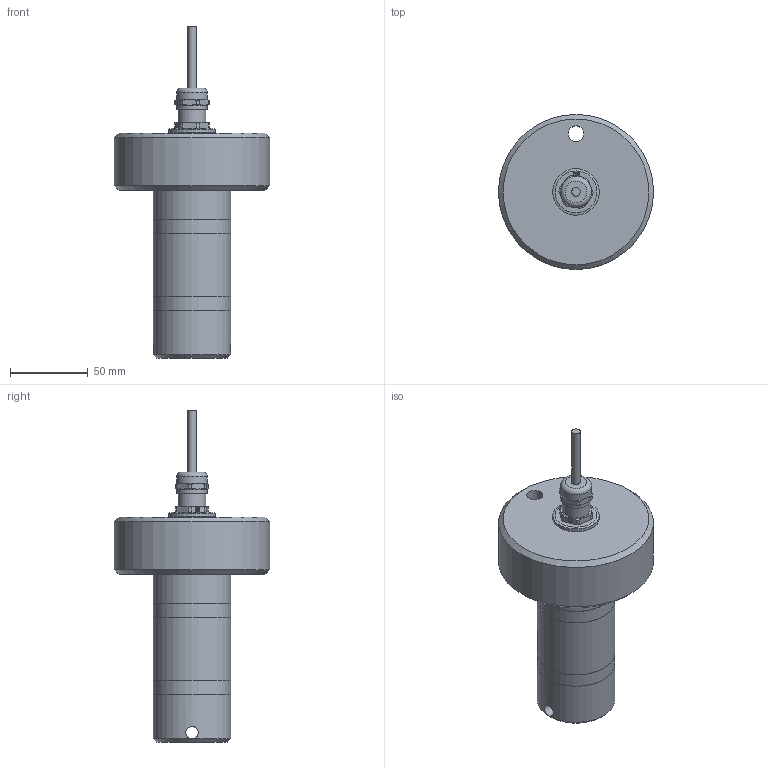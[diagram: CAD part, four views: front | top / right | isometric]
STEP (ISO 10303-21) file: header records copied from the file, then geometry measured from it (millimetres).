
FILE_DESCRIPTION (( 'STEP AP203' ), '1' );
FILE_NAME ('a_KMB50-100k...250k-T.STEP', '2024-10-28T15:57:11', ( '' ), ( '' ), 'SwSTEP 2.0', 'SolidWorks 2023', '' );
FILE_SCHEMA (( 'CONFIG_CONTROL_DESIGN' ));
Length unit declared in the file: millimetre
Products named in the file (5): X02046Z1 SKINTOP MS-M 16x1,5      Art_ Nr_ 53112010(F=4_5); Kabel; a_KMB50-100k...250k-T; X02045Z1 SKINDICHT MR-M 25x1,5 _ 16x1,5      Art_ Nr_ 52104313; a_KMB50-100k...150k-T_Angebot
Assembly tree (4 placements, depth 2):
  a_KMB50-100k...250k-T
    a_KMB50-100k...150k-T_Angebot
    Kabel
    X02045Z1 SKINDICHT MR-M 25x1,5 _ 16x1,5      Art_ Nr_ 52104313
    X02046Z1 SKINTOP MS-M 16x1,5      Art_ Nr_ 53112010(F=4_5)
Bounding box: 100 x 100 x 214 mm (x, y, z)
Volume: 500721.1 mm3; surface area: 52592 mm2
Topology: 4 solids, 6 shells, 147 faces, 347 edges, 221 vertices
Faces by surface type: plane 63, cylinder 53, cone 27, torus 4
Full cylindrical faces by diameter (mm): 4.5 x1, 5.6 x1, 8 x1, 10.2 x1, 14.16 x3, 16 x1, 18 x1, 19.6 x1, 19.98 x1, 23.16 x1, 23.5 x1, 25 x1, 30 x1, 49.8 x2, 50 x3, 100 x1
Entity records: 4651 total; most frequent: CARTESIAN_POINT 892, DIRECTION 706, ORIENTED_EDGE 596, EDGE_CURVE 298, AXIS2_PLACEMENT_3D 286, VERTEX_POINT 212, EDGE_LOOP 208, FACE_OUTER_BOUND 172
